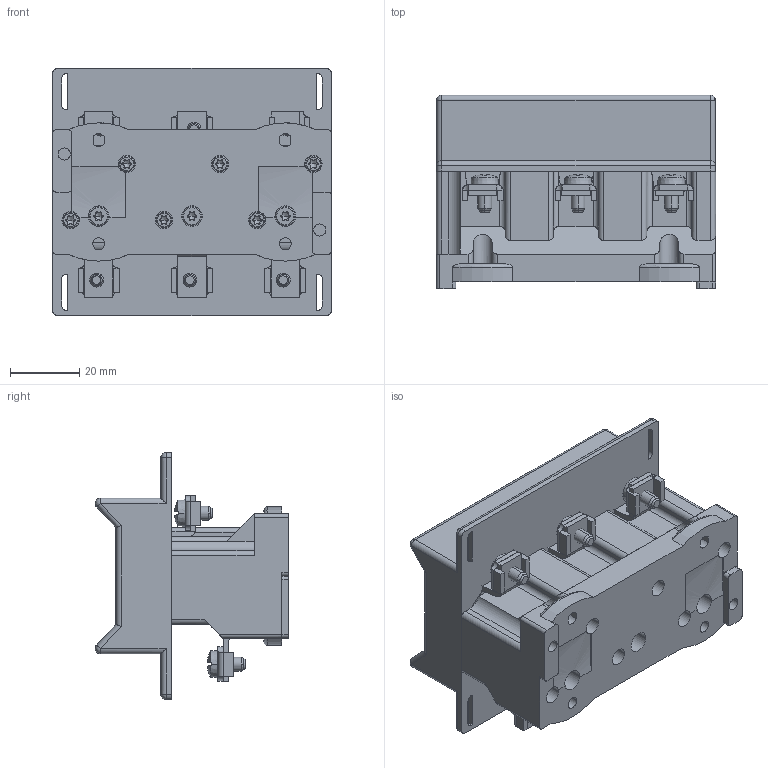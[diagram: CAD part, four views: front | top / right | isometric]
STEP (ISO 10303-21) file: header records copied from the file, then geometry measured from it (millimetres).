
FILE_DESCRIPTION((''),'2;1');
FILE_NAME('002221020_D01_E14_16A_V-K_3P_ASM','2021-05-11T',('marketing.praksa'),('Audax d.o.o.'),'CREO PARAMETRIC BY PTC INC, 2017480','CREO PARAMETRIC BY PTC INC, 2017480','');
FILE_SCHEMA(('AUTOMOTIVE_DESIGN { 1 0 10303 214 1 1 1 1 }'));
Products named in the file (17): 0000040662_1_1; NAVOJ_1; KOVINA_1; 0000048019_1_1; 0000059956_1_1_1_2; 0000059957_1_1_1_2; UN-SCREW_1; ASDF_ASM_1_ASM; D01N3-K-ORIGINAL_ASM_1_1_2_ASM; PRT0128_1_1_2_3_4_1; PRT0128_1_1_2_3_4_2; PRT0128_1_1_2_3_4_3; PRT0128_1_1_2_3_4_ASM; WL-BASE_1_1_2; POSLABSANI_MODEL_ASM_1_1_2_3_ASM; KKKKKK_ASM; 002221020_D01_E14_16A_V-K_3P_ASM
Assembly tree (37 placements, depth 5):
  002221020_D01_E14_16A_V-K_3P_ASM
    D01N3-K-ORIGINAL_ASM_1_1_2_ASM
      0000040662_1_1
      NAVOJ_1  x3
      KOVINA_1  x3
      0000048019_1_1  x6
      0000059956_1_1_1_2  x3
      0000059957_1_1_1_2  x6
      ASDF_ASM_1_ASM
        UN-SCREW_1  x6
    KKKKKK_ASM
      POSLABSANI_MODEL_ASM_1_1_2_3_ASM
        PRT0128_1_1_2_3_4_ASM
          PRT0128_1_1_2_3_4_1
          PRT0128_1_1_2_3_4_2
          PRT0128_1_1_2_3_4_3
        WL-BASE_1_1_2
Bounding box: 80.8 x 56 x 71.5 mm (x, y, z)
Volume: 108705.5 mm3; surface area: 55658.4 mm2
Topology: 32 solids, 40 shells, 1323 faces, 3757 edges, 2498 vertices
Faces by surface type: plane 642, cylinder 501, cone 108, torus 52, sphere 20
Entity records: 28403 total; most frequent: CARTESIAN_POINT 5032, DIRECTION 3768, ORIENTED_EDGE 3612, EDGE_CURVE 1809, AXIS2_PLACEMENT_3D 1385, VERTEX_POINT 1210, VECTOR 998, LINE 998
